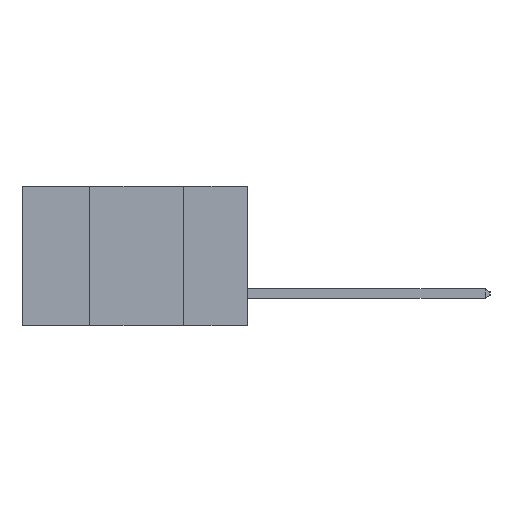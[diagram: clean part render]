
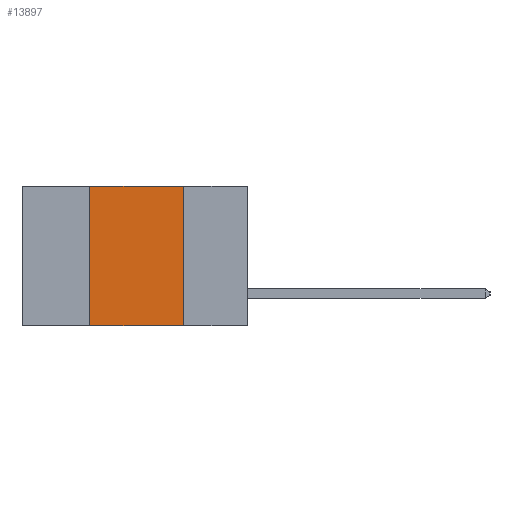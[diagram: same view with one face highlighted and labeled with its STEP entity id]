
A CAD part, left-side view. The second image highlights one B-rep face of the part: STEP entity #13897.
In plain terms, the highlighted planar face has unit normal (-1, 0, 0).
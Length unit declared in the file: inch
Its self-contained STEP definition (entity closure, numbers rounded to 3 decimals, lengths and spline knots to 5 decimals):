
#1262 = DIRECTION ( 'NONE',  ( 1., 0., 0. ) ) ;
#1900 = VECTOR ( 'NONE', #8139, 39.37008 ) ;
#2626 = ORIENTED_EDGE ( 'NONE', *, *, #3976, .F. ) ;
#3175 = CARTESIAN_POINT ( 'NONE',  ( 0., 0.17, 0. ) ) ;
#3565 = CARTESIAN_POINT ( 'NONE',  ( 0., 0.17, 0. ) ) ;
#3654 = CARTESIAN_POINT ( 'NONE',  ( 0., 0.42, -0.37 ) ) ;
#3976 = EDGE_CURVE ( 'NONE', #4361, #5147, #12701, .T. ) ;
#4361 = VERTEX_POINT ( 'NONE', #3565 ) ;
#4808 = CARTESIAN_POINT ( 'NONE',  ( 0., 0.17, -0.37 ) ) ;
#4824 = VECTOR ( 'NONE', #11074, 39.37008 ) ;
#5041 = VECTOR ( 'NONE', #14341, 39.37008 ) ;
#5147 = VERTEX_POINT ( 'NONE', #4808 ) ;
#5631 = CARTESIAN_POINT ( 'NONE',  ( 0., 0.6, 0. ) ) ;
#6485 = CARTESIAN_POINT ( 'NONE',  ( 0., 0.6, 0. ) ) ;
#7023 = EDGE_CURVE ( 'NONE', #15054, #9044, #8146, .T. ) ;
#7432 = AXIS2_PLACEMENT_3D ( 'NONE', #6485, #1262, #9983 ) ;
#7461 = EDGE_CURVE ( 'NONE', #15054, #5147, #11875, .T. ) ;
#7471 = PLANE ( 'NONE',  #7432 ) ;
#7558 = ORIENTED_EDGE ( 'NONE', *, *, #15383, .F. ) ;
#8139 = DIRECTION ( 'NONE',  ( 0., -1., 0. ) ) ;
#8146 = LINE ( 'NONE', #9815, #4824 ) ;
#8379 = EDGE_LOOP ( 'NONE', ( #2626, #7558, #11683, #15259 ) ) ;
#8711 = CARTESIAN_POINT ( 'NONE',  ( 0., 0.42, 0. ) ) ;
#9003 = VECTOR ( 'NONE', #14705, 39.37008 ) ;
#9044 = VERTEX_POINT ( 'NONE', #8711 ) ;
#9815 = CARTESIAN_POINT ( 'NONE',  ( 0., 0.42, 0. ) ) ;
#9983 = DIRECTION ( 'NONE',  ( 0., 0., -1. ) ) ;
#11074 = DIRECTION ( 'NONE',  ( 0., 0., 1. ) ) ;
#11683 = ORIENTED_EDGE ( 'NONE', *, *, #7023, .F. ) ;
#11875 = LINE ( 'NONE', #13051, #1900 ) ;
#12143 = FACE_OUTER_BOUND ( 'NONE', #8379, .T. ) ;
#12701 = LINE ( 'NONE', #3175, #9003 ) ;
#13051 = CARTESIAN_POINT ( 'NONE',  ( 0., 0.6, -0.37 ) ) ;
#13897 = ADVANCED_FACE ( 'NONE', ( #12143 ), #7471, .F. ) ;
#14341 = DIRECTION ( 'NONE',  ( 0., -1., 0. ) ) ;
#14555 = LINE ( 'NONE', #5631, #5041 ) ;
#14705 = DIRECTION ( 'NONE',  ( 0., 0., -1. ) ) ;
#15054 = VERTEX_POINT ( 'NONE', #3654 ) ;
#15259 = ORIENTED_EDGE ( 'NONE', *, *, #7461, .T. ) ;
#15383 = EDGE_CURVE ( 'NONE', #9044, #4361, #14555, .T. ) ;
